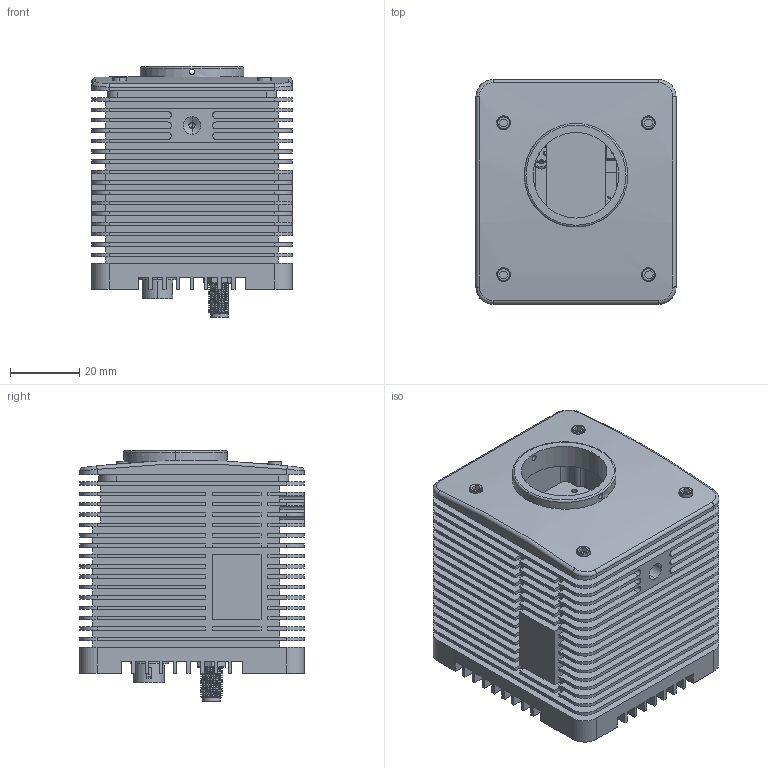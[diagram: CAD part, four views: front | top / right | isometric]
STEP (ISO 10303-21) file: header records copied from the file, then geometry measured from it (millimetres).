
FILE_DESCRIPTION (( 'STEP AP214' ), '1' );
FILE_NAME ('G003L HR10.STEP', '2018-03-28T09:29:14', ( 'lenovo' ), ( 'lenovo' ), 'SwSTEP 2.0', 'SolidWorks 2014', '' );
FILE_SCHEMA (( 'AUTOMOTIVE_DESIGN' ));
Length unit declared in the file: millimetre
Products named in the file (12): Mini USB儂郋; miniusb; ヶ裔; HR綴褲; 徹傾笢遺; G003L HR10; HR-5P裔啣; M2-7窪; SMA蹟譫; SMA垫圈; 囀諉SMA; HR10A-7R-4S
Assembly tree (18 placements, depth 3):
  G003L HR10
    徹傾笢遺
    HR綴褲
    ヶ裔
    Mini USB儂郋
      miniusb
    HR10A-7R-4S
    囀諉SMA
    SMA垫圈
    SMA蹟譫
    M2-7窪  x8
    HR-5P裔啣
Bounding box: 58 x 65 x 72.6 mm (x, y, z)
Volume: 77183.4 mm3; surface area: 82321.2 mm2
Topology: 17 solids, 17 shells, 1652 faces, 4547 edges, 2954 vertices
Faces by surface type: plane 972, cylinder 530, cone 78, bspline 40, torus 32
Entity records: 68854 total; most frequent: CARTESIAN_POINT 28625, ORIENTED_EDGE 8550, DIRECTION 7806, EDGE_CURVE 4275, VECTOR 2808, LINE 2808, VERTEX_POINT 2800, AXIS2_PLACEMENT_3D 2499
